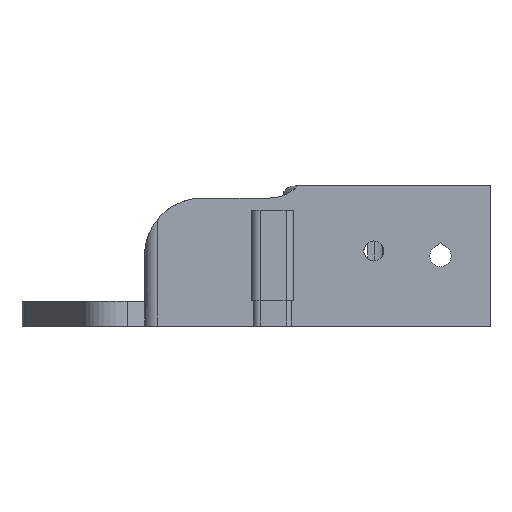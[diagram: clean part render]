
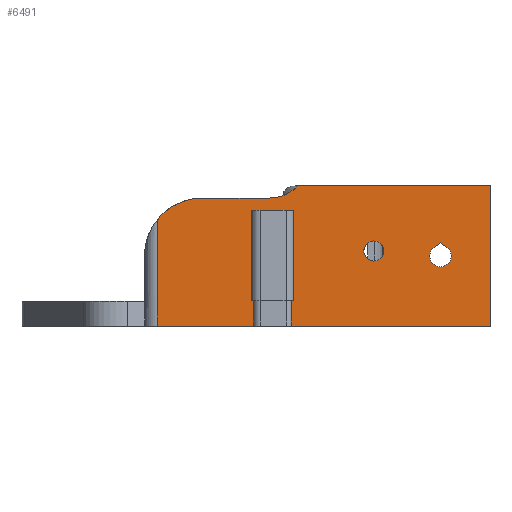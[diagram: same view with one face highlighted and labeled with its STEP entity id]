
A CAD part, front view. The second image highlights one B-rep face of the part: STEP entity #6491.
In plain terms, the highlighted planar face has unit normal (0, -1, 0).
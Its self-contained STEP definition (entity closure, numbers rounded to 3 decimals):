
#372 = AXIS2_PLACEMENT_3D ( 'NONE', #7489, #7486, #7492 ) ;
#1982 = FACE_BOUND ( 'NONE', #3152, .T. ) ;
#1984 = FACE_BOUND ( 'NONE', #3154, .T. ) ;
#1986 = FACE_OUTER_BOUND ( 'NONE', #3140, .T. ) ;
#1990 = FACE_BOUND ( 'NONE', #3118, .T. ) ;
#2869 = CARTESIAN_POINT ( 'NONE',  ( 31.692, 0., 21.172 ) ) ;
#2875 = CARTESIAN_POINT ( 'NONE',  ( 31.692, 0., 0. ) ) ;
#2876 = CARTESIAN_POINT ( 'NONE',  ( 75., 0., 13. ) ) ;
#2880 = CARTESIAN_POINT ( 'NONE',  ( 75., 0., 17. ) ) ;
#2894 = CARTESIAN_POINT ( 'NONE',  ( 54.972, 0., 23.12 ) ) ;
#2902 = CARTESIAN_POINT ( 'NONE',  ( 89.526, 0., 15.761 ) ) ;
#2905 = CARTESIAN_POINT ( 'NONE',  ( 40.788, 0., 25.575 ) ) ;
#2906 = CARTESIAN_POINT ( 'NONE',  ( 87.06, 0., 15.761 ) ) ;
#2907 = CARTESIAN_POINT ( 'NONE',  ( 54.125, 0., 25.575 ) ) ;
#2908 = CARTESIAN_POINT ( 'NONE',  ( 88.293, 0., 16.625 ) ) ;
#2909 = CARTESIAN_POINT ( 'NONE',  ( 59.801, 0., 28. ) ) ;
#2910 = CARTESIAN_POINT ( 'NONE',  ( 98.2, 0., 0. ) ) ;
#2913 = CARTESIAN_POINT ( 'NONE',  ( 98.2, 0., 28. ) ) ;
#2914 = CARTESIAN_POINT ( 'NONE',  ( 54.972, 0., 5.1 ) ) ;
#2916 = CARTESIAN_POINT ( 'NONE',  ( 58.972, 0., 23.12 ) ) ;
#2917 = CARTESIAN_POINT ( 'NONE',  ( 58.972, 0., 5.1 ) ) ;
#3118 = EDGE_LOOP ( 'NONE', ( #6860, #7730, #7728 ) ) ;
#3140 = EDGE_LOOP ( 'NONE', ( #6866, #7677, #7679, #7741, #7675, #7686, #7682 ) ) ;
#3152 = EDGE_LOOP ( 'NONE', ( #6863, #6861 ) ) ;
#3154 = EDGE_LOOP ( 'NONE', ( #7687, #7884, #7684, #7680 ) ) ;
#3175 = DIRECTION ( 'NONE',  ( 0., 0., -1. ) ) ;
#3178 = DIRECTION ( 'NONE',  ( 0., 1., 0. ) ) ;
#3179 = CARTESIAN_POINT ( 'NONE',  ( 75., 0., 15. ) ) ;
#4006 = DIRECTION ( 'NONE',  ( 1., 0., 0. ) ) ;
#4012 = CARTESIAN_POINT ( 'NONE',  ( 54.125, 0., 25.575 ) ) ;
#4095 = CARTESIAN_POINT ( 'NONE',  ( 40.788, 0., 13.979 ) ) ;
#4096 = DIRECTION ( 'NONE',  ( 0., 1., 0. ) ) ;
#4097 = DIRECTION ( 'NONE',  ( 0., 0., -1. ) ) ;
#4109 = DIRECTION ( 'NONE',  ( 1., 0., 0. ) ) ;
#4111 = CARTESIAN_POINT ( 'NONE',  ( 0., 0., 0. ) ) ;
#4123 = CARTESIAN_POINT ( 'NONE',  ( 98.2, 0., 28. ) ) ;
#4124 = DIRECTION ( 'NONE',  ( 0., 0., 1. ) ) ;
#4129 = CARTESIAN_POINT ( 'NONE',  ( 75., 0., 15. ) ) ;
#4130 = DIRECTION ( 'NONE',  ( 0., 1., 0. ) ) ;
#4131 = DIRECTION ( 'NONE',  ( 0., 0., -1. ) ) ;
#4132 = DIRECTION ( 'NONE',  ( 1., 0., 0. ) ) ;
#4136 = DIRECTION ( 'NONE',  ( 0.819, 0., 0.574 ) ) ;
#4140 = CARTESIAN_POINT ( 'NONE',  ( 87.06, 0., 15.761 ) ) ;
#4144 = CARTESIAN_POINT ( 'NONE',  ( 0., 0., 28. ) ) ;
#4190 = CARTESIAN_POINT ( 'NONE',  ( 89.526, 0., 15.761 ) ) ;
#4191 = DIRECTION ( 'NONE',  ( 0.819, 0., -0.574 ) ) ;
#4192 = CARTESIAN_POINT ( 'NONE',  ( 54.125, 0., 33.433 ) ) ;
#4193 = DIRECTION ( 'NONE',  ( 0., -1., 0. ) ) ;
#4194 = DIRECTION ( 'NONE',  ( 0., 0., -1. ) ) ;
#4195 = CARTESIAN_POINT ( 'NONE',  ( 88.293, 0., 14. ) ) ;
#4196 = DIRECTION ( 'NONE',  ( 0., 1., 0. ) ) ;
#4197 = DIRECTION ( 'NONE',  ( 0., 0., 1. ) ) ;
#4198 = CARTESIAN_POINT ( 'NONE',  ( 54.972, 0., 23.12 ) ) ;
#4199 = DIRECTION ( 'NONE',  ( 1., 0., 0. ) ) ;
#4208 = CARTESIAN_POINT ( 'NONE',  ( 54.972, 0., 23.12 ) ) ;
#4209 = DIRECTION ( 'NONE',  ( 0., 0., -1. ) ) ;
#4446 = CIRCLE ( 'NONE', #5103, 2. ) ;
#4473 = LINE ( 'NONE', #4012, #4475 ) ;
#4475 = VECTOR ( 'NONE', #4006, 1000. ) ;
#4498 = CIRCLE ( 'NONE', #5118, 11.596 ) ;
#4503 = LINE ( 'NONE', #4111, #4507 ) ;
#4507 = VECTOR ( 'NONE', #4109, 1000. ) ;
#4508 = CIRCLE ( 'NONE', #5124, 2. ) ;
#4511 = LINE ( 'NONE', #4123, #4513 ) ;
#4513 = VECTOR ( 'NONE', #4124, 1000. ) ;
#4517 = LINE ( 'NONE', #4140, #4522 ) ;
#4522 = VECTOR ( 'NONE', #4136, 1000. ) ;
#4523 = LINE ( 'NONE', #4144, #4525 ) ;
#4525 = VECTOR ( 'NONE', #4132, 1000. ) ;
#4529 = CIRCLE ( 'NONE', #5133, 7.857 ) ;
#4530 = CIRCLE ( 'NONE', #5134, 2.15 ) ;
#4531 = LINE ( 'NONE', #4190, #4533 ) ;
#4532 = LINE ( 'NONE', #4198, #4535 ) ;
#4533 = VECTOR ( 'NONE', #4191, 1000. ) ;
#4535 = VECTOR ( 'NONE', #4199, 1000. ) ;
#4538 = LINE ( 'NONE', #4208, #4541 ) ;
#4541 = VECTOR ( 'NONE', #4209, 1000. ) ;
#4802 = EDGE_CURVE ( 'NONE', #6284, #6285, #7076, .T. ) ;
#4823 = EDGE_CURVE ( 'NONE', #6237, #6243, #7107, .T. ) ;
#4869 = EDGE_CURVE ( 'NONE', #6282, #6285, #7175, .T. ) ;
#4921 = EDGE_CURVE ( 'NONE', #6244, #6248, #4446, .T. ) ;
#4940 = EDGE_CURVE ( 'NONE', #6273, #6275, #4473, .T. ) ;
#4958 = EDGE_CURVE ( 'NONE', #6237, #6273, #4498, .T. ) ;
#4964 = EDGE_CURVE ( 'NONE', #6243, #6278, #4503, .T. ) ;
#4968 = EDGE_CURVE ( 'NONE', #6278, #6281, #4511, .T. ) ;
#4970 = EDGE_CURVE ( 'NONE', #6248, #6244, #4508, .T. ) ;
#4975 = EDGE_CURVE ( 'NONE', #6274, #6276, #4517, .T. ) ;
#4977 = EDGE_CURVE ( 'NONE', #6277, #6281, #4523, .T. ) ;
#4983 = EDGE_CURVE ( 'NONE', #6275, #6277, #4529, .T. ) ;
#4984 = EDGE_CURVE ( 'NONE', #6270, #6274, #4530, .T. ) ;
#4985 = EDGE_CURVE ( 'NONE', #6276, #6270, #4531, .T. ) ;
#4986 = EDGE_CURVE ( 'NONE', #6262, #6284, #4532, .T. ) ;
#4990 = EDGE_CURVE ( 'NONE', #6262, #6282, #4538, .T. ) ;
#5103 = AXIS2_PLACEMENT_3D ( 'NONE', #3179, #3178, #3175 ) ;
#5118 = AXIS2_PLACEMENT_3D ( 'NONE', #4095, #4096, #4097 ) ;
#5124 = AXIS2_PLACEMENT_3D ( 'NONE', #4129, #4130, #4131 ) ;
#5133 = AXIS2_PLACEMENT_3D ( 'NONE', #4192, #4193, #4194 ) ;
#5134 = AXIS2_PLACEMENT_3D ( 'NONE', #4195, #4196, #4197 ) ;
#5794 = CARTESIAN_POINT ( 'NONE',  ( 58.972, 0., 23.12 ) ) ;
#5844 = CARTESIAN_POINT ( 'NONE',  ( 31.692, 0., 28. ) ) ;
#6031 = DIRECTION ( 'NONE',  ( 0., 0., -1. ) ) ;
#6117 = DIRECTION ( 'NONE',  ( 0., 0., -1. ) ) ;
#6237 = VERTEX_POINT ( 'NONE', #2869 ) ;
#6243 = VERTEX_POINT ( 'NONE', #2875 ) ;
#6244 = VERTEX_POINT ( 'NONE', #2876 ) ;
#6248 = VERTEX_POINT ( 'NONE', #2880 ) ;
#6262 = VERTEX_POINT ( 'NONE', #2894 ) ;
#6270 = VERTEX_POINT ( 'NONE', #2902 ) ;
#6273 = VERTEX_POINT ( 'NONE', #2905 ) ;
#6274 = VERTEX_POINT ( 'NONE', #2906 ) ;
#6275 = VERTEX_POINT ( 'NONE', #2907 ) ;
#6276 = VERTEX_POINT ( 'NONE', #2908 ) ;
#6277 = VERTEX_POINT ( 'NONE', #2909 ) ;
#6278 = VERTEX_POINT ( 'NONE', #2910 ) ;
#6281 = VERTEX_POINT ( 'NONE', #2913 ) ;
#6282 = VERTEX_POINT ( 'NONE', #2914 ) ;
#6284 = VERTEX_POINT ( 'NONE', #2916 ) ;
#6285 = VERTEX_POINT ( 'NONE', #2917 ) ;
#6491 = ADVANCED_FACE ( 'NONE', ( #1982, #1990, #1986, #1984 ), #7491, .T. ) ;
#6566 = CARTESIAN_POINT ( 'NONE',  ( 54.972, 0., 5.1 ) ) ;
#6577 = DIRECTION ( 'NONE',  ( 1., 0., 0. ) ) ;
#6860 = ORIENTED_EDGE ( 'NONE', *, *, #4984, .T. ) ;
#6861 = ORIENTED_EDGE ( 'NONE', *, *, #4921, .T. ) ;
#6863 = ORIENTED_EDGE ( 'NONE', *, *, #4970, .T. ) ;
#6866 = ORIENTED_EDGE ( 'NONE', *, *, #4983, .F. ) ;
#7076 = LINE ( 'NONE', #5794, #7080 ) ;
#7080 = VECTOR ( 'NONE', #6117, 1000. ) ;
#7105 = VECTOR ( 'NONE', #6031, 1000. ) ;
#7107 = LINE ( 'NONE', #5844, #7105 ) ;
#7175 = LINE ( 'NONE', #6566, #7177 ) ;
#7177 = VECTOR ( 'NONE', #6577, 1000. ) ;
#7486 = DIRECTION ( 'NONE',  ( 0., -1., 0. ) ) ;
#7489 = CARTESIAN_POINT ( 'NONE',  ( 0., 0., 0. ) ) ;
#7491 = PLANE ( 'NONE',  #372 ) ;
#7492 = DIRECTION ( 'NONE',  ( 0., 0., -1. ) ) ;
#7675 = ORIENTED_EDGE ( 'NONE', *, *, #4964, .T. ) ;
#7677 = ORIENTED_EDGE ( 'NONE', *, *, #4940, .F. ) ;
#7679 = ORIENTED_EDGE ( 'NONE', *, *, #4958, .F. ) ;
#7680 = ORIENTED_EDGE ( 'NONE', *, *, #4869, .F. ) ;
#7682 = ORIENTED_EDGE ( 'NONE', *, *, #4977, .F. ) ;
#7684 = ORIENTED_EDGE ( 'NONE', *, *, #4802, .T. ) ;
#7686 = ORIENTED_EDGE ( 'NONE', *, *, #4968, .T. ) ;
#7687 = ORIENTED_EDGE ( 'NONE', *, *, #4990, .F. ) ;
#7728 = ORIENTED_EDGE ( 'NONE', *, *, #4985, .T. ) ;
#7730 = ORIENTED_EDGE ( 'NONE', *, *, #4975, .T. ) ;
#7741 = ORIENTED_EDGE ( 'NONE', *, *, #4823, .T. ) ;
#7884 = ORIENTED_EDGE ( 'NONE', *, *, #4986, .T. ) ;
